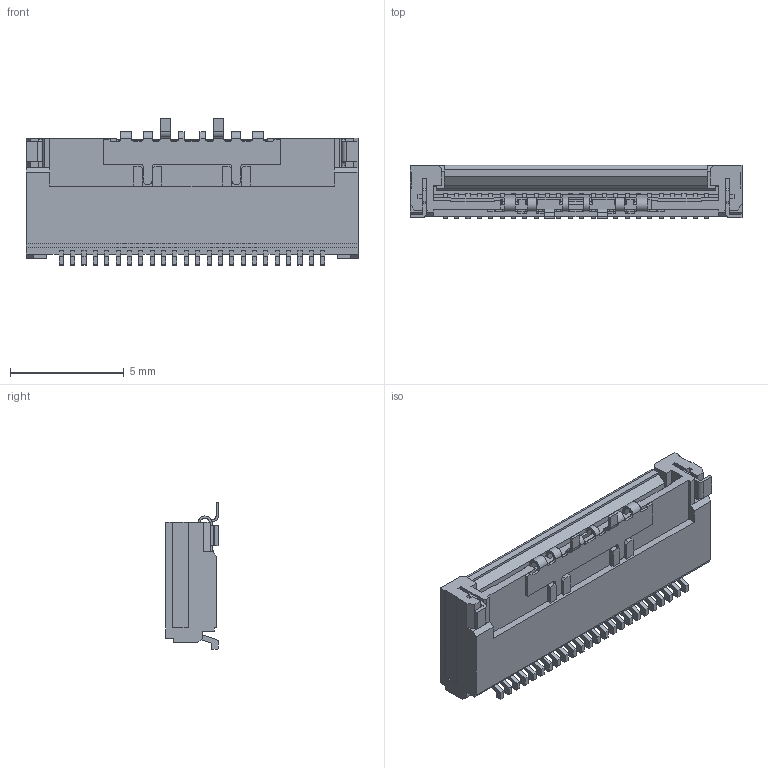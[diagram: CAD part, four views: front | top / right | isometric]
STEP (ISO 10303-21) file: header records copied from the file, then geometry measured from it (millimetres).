
FILE_DESCRIPTION((''),'2;1');
FILE_NAME('5022442430','2016-09-03T',('rlalsangi'),(''),'PRO/ENGINEER BY PARAMETRIC TECHNOLOGY CORPORATION, 2012310','PRO/ENGINEER BY PARAMETRIC TECHNOLOGY CORPORATION, 2012310','');
FILE_SCHEMA(('CONFIG_CONTROL_DESIGN'));
Length unit declared in the file: millimetre
Products named in the file (1): 5022442430
Bounding box: 14.6 x 2.33 x 6.46 mm (x, y, z)
Volume: 116.9 mm3; surface area: 473.5 mm2
Topology: 1 solids, 1 shells, 1483 faces, 4932 edges, 3279 vertices
Faces by surface type: plane 1174, cylinder 309
Entity records: 53379 total; most frequent: ORIENTED_EDGE 9640, CARTESIAN_POINT 9583, DIRECTION 8534, EDGE_CURVE 4820, VECTOR 4298, LINE 4298, VERTEX_POINT 3167, AXIS2_PLACEMENT_3D 2118
